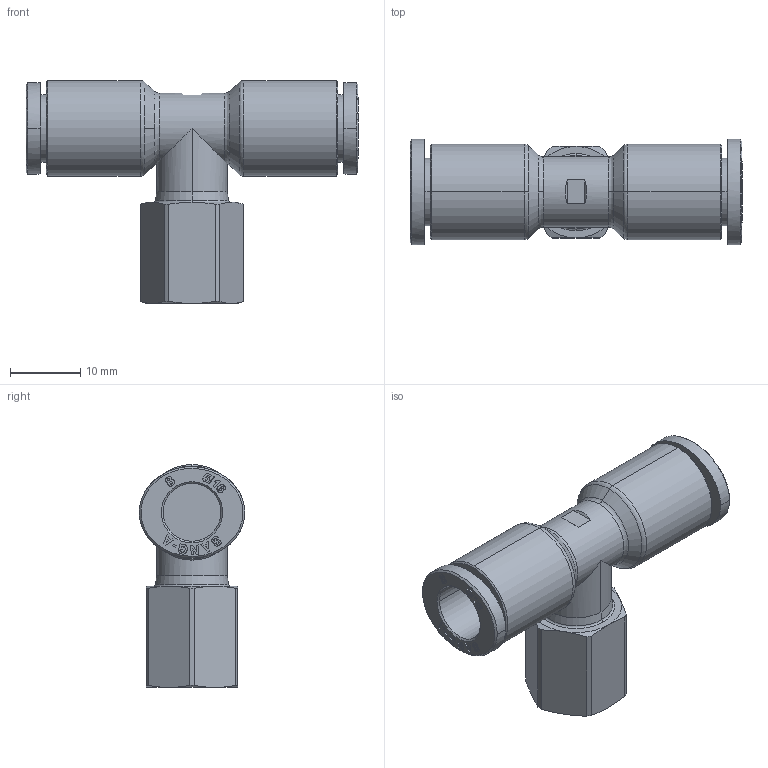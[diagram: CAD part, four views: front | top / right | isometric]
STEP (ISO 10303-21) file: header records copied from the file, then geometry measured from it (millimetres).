
FILE_DESCRIPTION (( 'STEP AP214' ), '1' );
FILE_NAME ('PTF08-G01.stp', '2015-09-22T06:56:46', ( '' ), ( '' ), 'SwSTEP 2.0', 'SolidWorks 2015', '' );
FILE_SCHEMA (( 'AUTOMOTIVE_DESIGN' ));
Length unit declared in the file: millimetre
Products named in the file (2): ｦ+ﾃｦ1; PTF08-G01
Assembly tree (1 placements, depth 2):
  PTF08-G01
    ｦ+ﾃｦ1
Bounding box: 47.2 x 15 x 31.7 mm (x, y, z)
Volume: 6119.9 mm3; surface area: 4625.9 mm2
Topology: 1 solids, 1 shells, 827 faces, 2318 edges, 1534 vertices
Faces by surface type: plane 686, bspline 64, cylinder 39, cone 32, torus 6
Entity records: 28682 total; most frequent: CARTESIAN_POINT 7187, ORIENTED_EDGE 4636, DIRECTION 3804, EDGE_CURVE 2318, VECTOR 2002, LINE 2002, VERTEX_POINT 1534, AXIS2_PLACEMENT_3D 901
